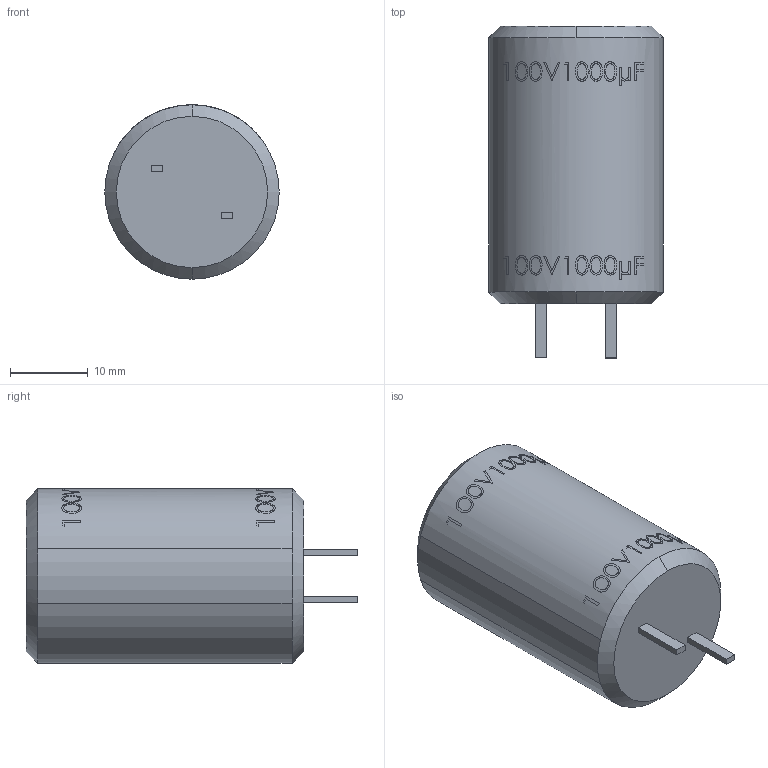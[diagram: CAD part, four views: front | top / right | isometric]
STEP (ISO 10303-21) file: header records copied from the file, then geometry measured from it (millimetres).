
FILE_DESCRIPTION (( 'STEP AP214' ), '1' );
FILE_NAME ('Capacitor 100V-1000microF.STEP', '2026-01-30T05:21:09', ( '' ), ( '' ), 'SwSTEP 2.0', 'SolidWorks 2025', '' );
FILE_SCHEMA (( 'AUTOMOTIVE_DESIGN' ));
Length unit declared in the file: millimetre
Products named in the file (1): Capacitor 100V-1000microF
Bounding box: 22.5 x 42.8 x 22.5 mm (x, y, z)
Volume: 14099.2 mm3; surface area: 3260.1 mm2
Topology: 1 solids, 1 shells, 51 faces, 225 edges, 208 vertices
Faces by surface type: cylinder 35, plane 12, cone 4
Entity records: 3530 total; most frequent: CARTESIAN_POINT 1701, ORIENTED_EDGE 450, DIRECTION 271, EDGE_CURVE 225, VERTEX_POINT 208, AXIS2_PLACEMENT_3D 104, B_SPLINE_CURVE_WITH_KNOTS 98, EDGE_LOOP 83
